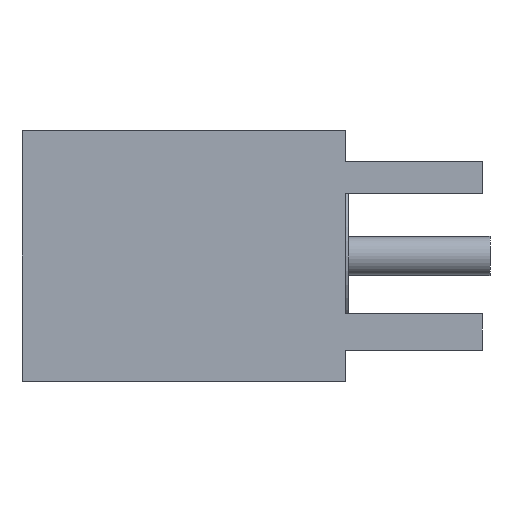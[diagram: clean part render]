
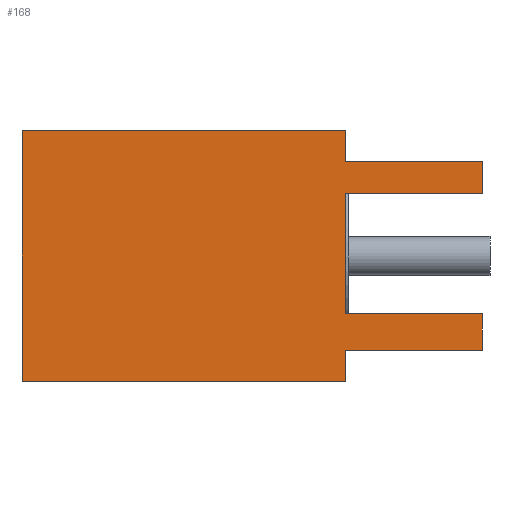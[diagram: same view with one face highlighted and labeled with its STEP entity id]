
A CAD part, left-side view. The second image highlights one B-rep face of the part: STEP entity #168.
In plain terms, the highlighted planar face has unit normal (-1, 0, 0).
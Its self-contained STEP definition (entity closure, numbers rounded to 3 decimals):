
#57 = VERTEX_POINT ( 'NONE', #759 ) ;
#65 = EDGE_CURVE ( 'NONE', #240, #233, #817, .T. ) ;
#66 = VERTEX_POINT ( 'NONE', #852 ) ;
#68 = EDGE_CURVE ( 'NONE', #66, #69, #851, .T. ) ;
#69 = VERTEX_POINT ( 'NONE', #847 ) ;
#168 = ADVANCED_FACE ( 'NONE', ( #720 ), #714, .F. ) ;
#169 = EDGE_LOOP ( 'NONE', ( #259, #262, #263, #266, #269, #271, #170, #173, #277, #279, #280, #283 ) ) ;
#170 = ORIENTED_EDGE ( 'NONE', *, *, #171, .F. ) ;
#171 = EDGE_CURVE ( 'NONE', #172, #57, #709, .T. ) ;
#172 = VERTEX_POINT ( 'NONE', #705 ) ;
#173 = ORIENTED_EDGE ( 'NONE', *, *, #174, .F. ) ;
#174 = EDGE_CURVE ( 'NONE', #276, #172, #704, .T. ) ;
#233 = VERTEX_POINT ( 'NONE', #907 ) ;
#240 = VERTEX_POINT ( 'NONE', #1007 ) ;
#259 = ORIENTED_EDGE ( 'NONE', *, *, #260, .T. ) ;
#260 = EDGE_CURVE ( 'NONE', #261, #233, #1061, .T. ) ;
#261 = VERTEX_POINT ( 'NONE', #916 ) ;
#262 = ORIENTED_EDGE ( 'NONE', *, *, #65, .F. ) ;
#263 = ORIENTED_EDGE ( 'NONE', *, *, #264, .F. ) ;
#264 = EDGE_CURVE ( 'NONE', #265, #240, #915, .T. ) ;
#265 = VERTEX_POINT ( 'NONE', #911 ) ;
#266 = ORIENTED_EDGE ( 'NONE', *, *, #267, .F. ) ;
#267 = EDGE_CURVE ( 'NONE', #268, #265, #910, .T. ) ;
#268 = VERTEX_POINT ( 'NONE', #904 ) ;
#269 = ORIENTED_EDGE ( 'NONE', *, *, #270, .T. ) ;
#270 = EDGE_CURVE ( 'NONE', #268, #297, #903, .T. ) ;
#271 = ORIENTED_EDGE ( 'NONE', *, *, #303, .F. ) ;
#276 = VERTEX_POINT ( 'NONE', #976 ) ;
#277 = ORIENTED_EDGE ( 'NONE', *, *, #278, .T. ) ;
#278 = EDGE_CURVE ( 'NONE', #276, #69, #975, .T. ) ;
#279 = ORIENTED_EDGE ( 'NONE', *, *, #68, .F. ) ;
#280 = ORIENTED_EDGE ( 'NONE', *, *, #281, .F. ) ;
#281 = EDGE_CURVE ( 'NONE', #282, #66, #971, .T. ) ;
#282 = VERTEX_POINT ( 'NONE', #967 ) ;
#283 = ORIENTED_EDGE ( 'NONE', *, *, #284, .T. ) ;
#284 = EDGE_CURVE ( 'NONE', #282, #261, #966, .T. ) ;
#297 = VERTEX_POINT ( 'NONE', #946 ) ;
#303 = EDGE_CURVE ( 'NONE', #57, #297, #936, .T. ) ;
#701 = DIRECTION ( 'NONE',  ( 0., 0., -1. ) ) ;
#702 = VECTOR ( 'NONE', #701, 1000. ) ;
#703 = CARTESIAN_POINT ( 'NONE',  ( 0., -4.43, 7.11 ) ) ;
#704 = LINE ( 'NONE', #703, #702 ) ;
#705 = CARTESIAN_POINT ( 'NONE',  ( 0., -4.43, 6.06 ) ) ;
#706 = DIRECTION ( 'NONE',  ( 0., 1., 0. ) ) ;
#707 = VECTOR ( 'NONE', #706, 1000. ) ;
#708 = CARTESIAN_POINT ( 'NONE',  ( 0., -4.43, 6.06 ) ) ;
#709 = LINE ( 'NONE', #708, #707 ) ;
#710 = DIRECTION ( 'NONE',  ( 0., 0., -1. ) ) ;
#711 = DIRECTION ( 'NONE',  ( 1., 0., 0. ) ) ;
#712 = CARTESIAN_POINT ( 'NONE',  ( 0., 0., 8.11 ) ) ;
#713 = AXIS2_PLACEMENT_3D ( 'NONE', #712, #711, #710 ) ;
#714 = PLANE ( 'NONE',  #713 ) ;
#720 = FACE_OUTER_BOUND ( 'NONE', #169, .T. ) ;
#759 = CARTESIAN_POINT ( 'NONE',  ( 0., 0., 6.06 ) ) ;
#817 = LINE ( 'NONE', #855, #854 ) ;
#847 = CARTESIAN_POINT ( 'NONE',  ( 0., 0., 7.11 ) ) ;
#848 = DIRECTION ( 'NONE',  ( 0., 0., -1. ) ) ;
#849 = VECTOR ( 'NONE', #848, 1000. ) ;
#850 = CARTESIAN_POINT ( 'NONE',  ( 0., 0., 8.11 ) ) ;
#851 = LINE ( 'NONE', #850, #849 ) ;
#852 = CARTESIAN_POINT ( 'NONE',  ( 0., 0., 8.11 ) ) ;
#853 = DIRECTION ( 'NONE',  ( 0., 0., -1. ) ) ;
#854 = VECTOR ( 'NONE', #853, 1000. ) ;
#855 = CARTESIAN_POINT ( 'NONE',  ( 0., 0., 8.11 ) ) ;
#900 = DIRECTION ( 'NONE',  ( 0., 1., 0. ) ) ;
#901 = VECTOR ( 'NONE', #900, 1000. ) ;
#902 = CARTESIAN_POINT ( 'NONE',  ( 0., -4.43, 2.191 ) ) ;
#903 = LINE ( 'NONE', #902, #901 ) ;
#904 = CARTESIAN_POINT ( 'NONE',  ( 0., -4.43, 2.191 ) ) ;
#905 = VECTOR ( 'NONE', #908, 1000. ) ;
#907 = CARTESIAN_POINT ( 'NONE',  ( 0., 0., 0. ) ) ;
#908 = DIRECTION ( 'NONE',  ( 0., 0., -1. ) ) ;
#909 = CARTESIAN_POINT ( 'NONE',  ( 0., -4.43, 2.191 ) ) ;
#910 = LINE ( 'NONE', #909, #905 ) ;
#911 = CARTESIAN_POINT ( 'NONE',  ( 0., -4.43, 1. ) ) ;
#912 = DIRECTION ( 'NONE',  ( 0., 1., 0. ) ) ;
#913 = VECTOR ( 'NONE', #912, 1000. ) ;
#914 = CARTESIAN_POINT ( 'NONE',  ( 0., -4.43, 1. ) ) ;
#915 = LINE ( 'NONE', #914, #913 ) ;
#916 = CARTESIAN_POINT ( 'NONE',  ( 0., 10.45, 0. ) ) ;
#933 = DIRECTION ( 'NONE',  ( 0., 0., -1. ) ) ;
#934 = VECTOR ( 'NONE', #933, 1000. ) ;
#935 = CARTESIAN_POINT ( 'NONE',  ( 0., 0., 8.11 ) ) ;
#936 = LINE ( 'NONE', #935, #934 ) ;
#946 = CARTESIAN_POINT ( 'NONE',  ( 0., 0., 2.191 ) ) ;
#963 = DIRECTION ( 'NONE',  ( 0., 0., -1. ) ) ;
#964 = VECTOR ( 'NONE', #963, 1000. ) ;
#965 = CARTESIAN_POINT ( 'NONE',  ( 0., 10.45, 8.11 ) ) ;
#966 = LINE ( 'NONE', #965, #964 ) ;
#967 = CARTESIAN_POINT ( 'NONE',  ( 0., 10.45, 8.11 ) ) ;
#968 = DIRECTION ( 'NONE',  ( 0., -1., 0. ) ) ;
#969 = VECTOR ( 'NONE', #968, 1000. ) ;
#970 = CARTESIAN_POINT ( 'NONE',  ( 0., 0., 8.11 ) ) ;
#971 = LINE ( 'NONE', #970, #969 ) ;
#972 = DIRECTION ( 'NONE',  ( 0., 1., 0. ) ) ;
#973 = VECTOR ( 'NONE', #972, 1000. ) ;
#974 = CARTESIAN_POINT ( 'NONE',  ( 0., -4.43, 7.11 ) ) ;
#975 = LINE ( 'NONE', #974, #973 ) ;
#976 = CARTESIAN_POINT ( 'NONE',  ( 0., -4.43, 7.11 ) ) ;
#1007 = CARTESIAN_POINT ( 'NONE',  ( 0., 0., 1. ) ) ;
#1058 = DIRECTION ( 'NONE',  ( 0., -1., 0. ) ) ;
#1059 = VECTOR ( 'NONE', #1058, 1000. ) ;
#1060 = CARTESIAN_POINT ( 'NONE',  ( 0., 0., 0. ) ) ;
#1061 = LINE ( 'NONE', #1060, #1059 ) ;
